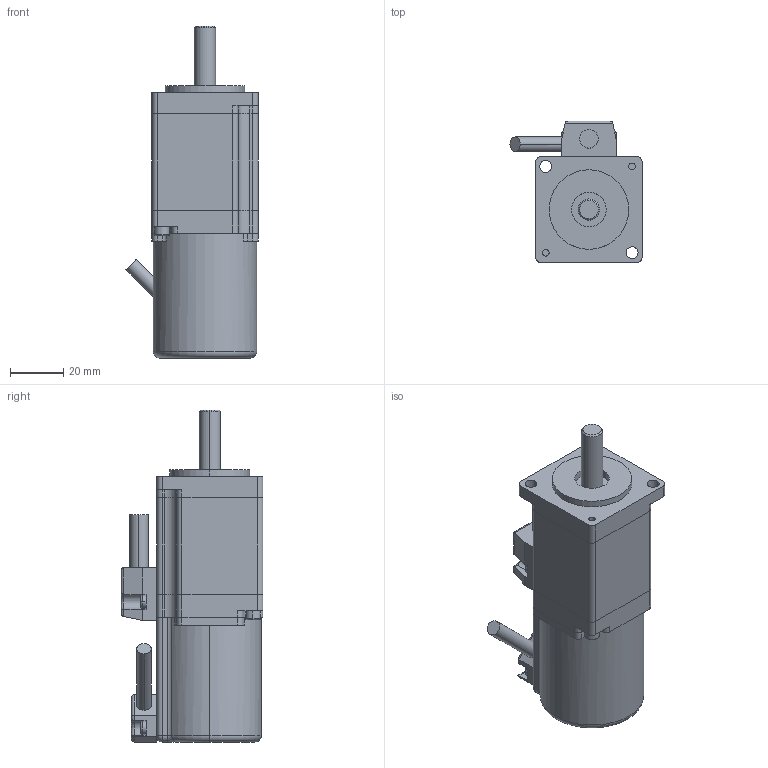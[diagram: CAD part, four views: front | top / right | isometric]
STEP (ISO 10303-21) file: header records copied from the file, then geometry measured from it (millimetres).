
FILE_DESCRIPTION (( 'STEP AP214' ), '1' );
FILE_NAME ('SVL-201.step', '2016-04-07T15:57:20', ( '' ), ( '' ), 'SwSTEP 2.0', 'SolidWorks 2015', '' );
FILE_SCHEMA (( 'AUTOMOTIVE_DESIGN' ));
Length unit declared in the file: millimetre
Products named in the file (1): SVL-201
Bounding box: 49.76 x 53.4 x 125.1 mm (x, y, z)
Volume: 149409.7 mm3; surface area: 31731.3 mm2
Topology: 12 solids, 12 shells, 296 faces, 745 edges, 482 vertices
Faces by surface type: plane 165, cylinder 106, torus 23, cone 2
Entity records: 9338 total; most frequent: CARTESIAN_POINT 1602, DIRECTION 1536, ORIENTED_EDGE 1490, EDGE_CURVE 745, AXIS2_PLACEMENT_3D 520, LINE 496, VECTOR 496, VERTEX_POINT 482
